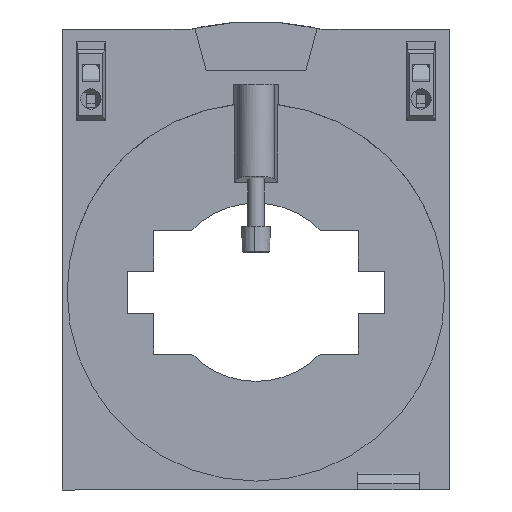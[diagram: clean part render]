
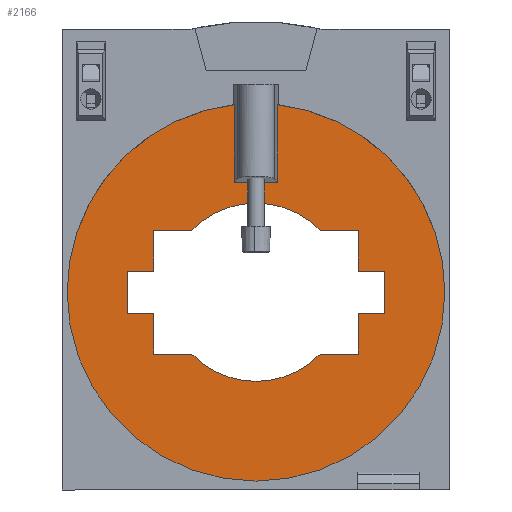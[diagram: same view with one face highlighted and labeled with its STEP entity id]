
A CAD part, front view. The second image highlights one B-rep face of the part: STEP entity #2166.
In plain terms, the highlighted planar face has unit normal (0, -1, 0).
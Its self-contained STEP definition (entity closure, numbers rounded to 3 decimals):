
#913=AXIS2_PLACEMENT_3D('Circle Axis2P3D',#911,#912,$) ;
#940=AXIS2_PLACEMENT_3D('Circle Axis2P3D',#938,#939,$) ;
#974=AXIS2_PLACEMENT_3D('Circle Axis2P3D',#972,#973,$) ;
#2026=AXIS2_PLACEMENT_3D('Plane Axis2P3D',#2023,#2024,#2025) ;
#2089=AXIS2_PLACEMENT_3D('Circle Axis2P3D',#2087,#2088,$) ;
#2145=AXIS2_PLACEMENT_3D('Circle Axis2P3D',#2143,#2144,$) ;
#864=CARTESIAN_POINT('Vertex',(52.775,16.5,75.5)) ;
#867=CARTESIAN_POINT('Line Origine',(52.775,16.5,85.012)) ;
#871=CARTESIAN_POINT('Vertex',(52.775,16.5,94.524)) ;
#911=CARTESIAN_POINT('Axis2P3D Location',(47.5,16.5,48.5)) ;
#915=CARTESIAN_POINT('Vertex',(93.825,16.5,48.5)) ;
#938=CARTESIAN_POINT('Axis2P3D Location',(47.5,16.5,48.5)) ;
#942=CARTESIAN_POINT('Vertex',(1.175,16.5,48.5)) ;
#972=CARTESIAN_POINT('Axis2P3D Location',(47.5,16.5,48.5)) ;
#976=CARTESIAN_POINT('Vertex',(42.225,16.5,94.524)) ;
#1012=CARTESIAN_POINT('Line Origine',(42.225,16.5,85.012)) ;
#1016=CARTESIAN_POINT('Vertex',(42.225,16.5,75.5)) ;
#2010=CARTESIAN_POINT('Line Origine',(47.5,16.5,75.5)) ;
#2023=CARTESIAN_POINT('Axis2P3D Location',(47.5,16.5,48.5)) ;
#2036=CARTESIAN_POINT('Line Origine',(27.071,16.5,33.341)) ;
#2040=CARTESIAN_POINT('Vertex',(22.391,16.5,33.341)) ;
#2042=CARTESIAN_POINT('Vertex',(31.751,16.5,33.341)) ;
#2045=CARTESIAN_POINT('Line Origine',(22.391,16.5,38.341)) ;
#2049=CARTESIAN_POINT('Vertex',(22.391,16.5,43.341)) ;
#2052=CARTESIAN_POINT('Line Origine',(19.141,16.5,43.341)) ;
#2056=CARTESIAN_POINT('Vertex',(15.891,16.5,43.341)) ;
#2059=CARTESIAN_POINT('Line Origine',(15.891,16.5,48.5)) ;
#2063=CARTESIAN_POINT('Vertex',(15.891,16.5,53.659)) ;
#2066=CARTESIAN_POINT('Line Origine',(19.141,16.5,53.659)) ;
#2070=CARTESIAN_POINT('Vertex',(22.391,16.5,53.659)) ;
#2073=CARTESIAN_POINT('Line Origine',(22.391,16.5,58.659)) ;
#2077=CARTESIAN_POINT('Vertex',(22.391,16.5,63.659)) ;
#2080=CARTESIAN_POINT('Line Origine',(27.071,16.5,63.659)) ;
#2084=CARTESIAN_POINT('Vertex',(31.751,16.5,63.659)) ;
#2087=CARTESIAN_POINT('Axis2P3D Location',(47.5,16.5,48.5)) ;
#2091=CARTESIAN_POINT('Vertex',(63.249,16.5,63.659)) ;
#2094=CARTESIAN_POINT('Line Origine',(67.929,16.5,63.659)) ;
#2098=CARTESIAN_POINT('Vertex',(72.609,16.5,63.659)) ;
#2101=CARTESIAN_POINT('Line Origine',(72.609,16.5,58.659)) ;
#2105=CARTESIAN_POINT('Vertex',(72.609,16.5,53.659)) ;
#2108=CARTESIAN_POINT('Line Origine',(75.859,16.5,53.659)) ;
#2112=CARTESIAN_POINT('Vertex',(79.109,16.5,53.659)) ;
#2115=CARTESIAN_POINT('Line Origine',(79.109,16.5,48.5)) ;
#2119=CARTESIAN_POINT('Vertex',(79.109,16.5,43.341)) ;
#2122=CARTESIAN_POINT('Line Origine',(75.859,16.5,43.341)) ;
#2126=CARTESIAN_POINT('Vertex',(72.609,16.5,43.341)) ;
#2129=CARTESIAN_POINT('Line Origine',(72.609,16.5,38.341)) ;
#2133=CARTESIAN_POINT('Vertex',(72.609,16.5,33.341)) ;
#2136=CARTESIAN_POINT('Line Origine',(67.929,16.5,33.341)) ;
#2140=CARTESIAN_POINT('Vertex',(63.249,16.5,33.341)) ;
#2143=CARTESIAN_POINT('Axis2P3D Location',(47.5,16.5,48.5)) ;
#868=DIRECTION('Vector Direction',(0.,0.,1.)) ;
#912=DIRECTION('Axis2P3D Direction',(0.,-1.,0.)) ;
#939=DIRECTION('Axis2P3D Direction',(0.,-1.,0.)) ;
#973=DIRECTION('Axis2P3D Direction',(0.,-1.,0.)) ;
#1013=DIRECTION('Vector Direction',(0.,0.,1.)) ;
#2011=DIRECTION('Vector Direction',(1.,0.,0.)) ;
#2024=DIRECTION('Axis2P3D Direction',(0.,-1.,0.)) ;
#2025=DIRECTION('Axis2P3D XDirection',(-1.,0.,0.)) ;
#2037=DIRECTION('Vector Direction',(1.,0.,0.)) ;
#2046=DIRECTION('Vector Direction',(0.,0.,-1.)) ;
#2053=DIRECTION('Vector Direction',(1.,0.,0.)) ;
#2060=DIRECTION('Vector Direction',(0.,0.,-1.)) ;
#2067=DIRECTION('Vector Direction',(-1.,0.,0.)) ;
#2074=DIRECTION('Vector Direction',(0.,0.,-1.)) ;
#2081=DIRECTION('Vector Direction',(-1.,0.,0.)) ;
#2088=DIRECTION('Axis2P3D Direction',(0.,-1.,0.)) ;
#2095=DIRECTION('Vector Direction',(-1.,0.,0.)) ;
#2102=DIRECTION('Vector Direction',(0.,0.,1.)) ;
#2109=DIRECTION('Vector Direction',(-1.,0.,0.)) ;
#2116=DIRECTION('Vector Direction',(0.,0.,1.)) ;
#2123=DIRECTION('Vector Direction',(1.,0.,0.)) ;
#2130=DIRECTION('Vector Direction',(0.,0.,1.)) ;
#2137=DIRECTION('Vector Direction',(1.,0.,0.)) ;
#2144=DIRECTION('Axis2P3D Direction',(0.,-1.,0.)) ;
#869=VECTOR('Line Direction',#868,1.) ;
#1014=VECTOR('Line Direction',#1013,1.) ;
#2012=VECTOR('Line Direction',#2011,1.) ;
#2038=VECTOR('Line Direction',#2037,1.) ;
#2047=VECTOR('Line Direction',#2046,1.) ;
#2054=VECTOR('Line Direction',#2053,1.) ;
#2061=VECTOR('Line Direction',#2060,1.) ;
#2068=VECTOR('Line Direction',#2067,1.) ;
#2075=VECTOR('Line Direction',#2074,1.) ;
#2082=VECTOR('Line Direction',#2081,1.) ;
#2096=VECTOR('Line Direction',#2095,1.) ;
#2103=VECTOR('Line Direction',#2102,1.) ;
#2110=VECTOR('Line Direction',#2109,1.) ;
#2117=VECTOR('Line Direction',#2116,1.) ;
#2124=VECTOR('Line Direction',#2123,1.) ;
#2131=VECTOR('Line Direction',#2130,1.) ;
#2138=VECTOR('Line Direction',#2137,1.) ;
#2029=ORIENTED_EDGE('',*,*,#917,.T.) ;
#2030=ORIENTED_EDGE('',*,*,#873,.F.) ;
#2031=ORIENTED_EDGE('',*,*,#2014,.F.) ;
#2032=ORIENTED_EDGE('',*,*,#1018,.T.) ;
#2033=ORIENTED_EDGE('',*,*,#978,.T.) ;
#2034=ORIENTED_EDGE('',*,*,#944,.T.) ;
#2149=ORIENTED_EDGE('',*,*,#2044,.F.) ;
#2150=ORIENTED_EDGE('',*,*,#2051,.F.) ;
#2151=ORIENTED_EDGE('',*,*,#2058,.F.) ;
#2152=ORIENTED_EDGE('',*,*,#2065,.F.) ;
#2153=ORIENTED_EDGE('',*,*,#2072,.F.) ;
#2154=ORIENTED_EDGE('',*,*,#2079,.F.) ;
#2155=ORIENTED_EDGE('',*,*,#2086,.F.) ;
#2156=ORIENTED_EDGE('',*,*,#2093,.F.) ;
#2157=ORIENTED_EDGE('',*,*,#2100,.F.) ;
#2158=ORIENTED_EDGE('',*,*,#2107,.F.) ;
#2159=ORIENTED_EDGE('',*,*,#2114,.F.) ;
#2160=ORIENTED_EDGE('',*,*,#2121,.F.) ;
#2161=ORIENTED_EDGE('',*,*,#2128,.F.) ;
#2162=ORIENTED_EDGE('',*,*,#2135,.F.) ;
#2163=ORIENTED_EDGE('',*,*,#2142,.F.) ;
#2164=ORIENTED_EDGE('',*,*,#2147,.F.) ;
#2165=FACE_BOUND('',#2148,.T.) ;
#2166=ADVANCED_FACE('STROMWANDLER',(#2035,#2165),#2027,.T.) ;
#914=CIRCLE('generated circle',#913,46.325) ;
#941=CIRCLE('generated circle',#940,46.325) ;
#975=CIRCLE('generated circle',#974,46.325) ;
#2090=CIRCLE('generated circle',#2089,21.859) ;
#2146=CIRCLE('generated circle',#2145,21.859) ;
#873=EDGE_CURVE('',#865,#872,#870,.T.) ;
#917=EDGE_CURVE('',#916,#872,#914,.T.) ;
#944=EDGE_CURVE('',#943,#916,#941,.T.) ;
#978=EDGE_CURVE('',#977,#943,#975,.T.) ;
#1018=EDGE_CURVE('',#1017,#977,#1015,.T.) ;
#2014=EDGE_CURVE('',#1017,#865,#2013,.T.) ;
#2044=EDGE_CURVE('',#2041,#2043,#2039,.T.) ;
#2051=EDGE_CURVE('',#2050,#2041,#2048,.T.) ;
#2058=EDGE_CURVE('',#2057,#2050,#2055,.T.) ;
#2065=EDGE_CURVE('',#2064,#2057,#2062,.T.) ;
#2072=EDGE_CURVE('',#2071,#2064,#2069,.T.) ;
#2079=EDGE_CURVE('',#2078,#2071,#2076,.T.) ;
#2086=EDGE_CURVE('',#2085,#2078,#2083,.T.) ;
#2093=EDGE_CURVE('',#2092,#2085,#2090,.T.) ;
#2100=EDGE_CURVE('',#2099,#2092,#2097,.T.) ;
#2107=EDGE_CURVE('',#2106,#2099,#2104,.T.) ;
#2114=EDGE_CURVE('',#2113,#2106,#2111,.T.) ;
#2121=EDGE_CURVE('',#2120,#2113,#2118,.T.) ;
#2128=EDGE_CURVE('',#2127,#2120,#2125,.T.) ;
#2135=EDGE_CURVE('',#2134,#2127,#2132,.T.) ;
#2142=EDGE_CURVE('',#2141,#2134,#2139,.T.) ;
#2147=EDGE_CURVE('',#2043,#2141,#2146,.T.) ;
#2028=EDGE_LOOP('',(#2029,#2030,#2031,#2032,#2033,#2034)) ;
#2148=EDGE_LOOP('',(#2149,#2150,#2151,#2152,#2153,#2154,#2155,#2156,#2157,#2158,#2159,#2160,#2161,#2162,#2163,#2164)) ;
#2035=FACE_OUTER_BOUND('',#2028,.T.) ;
#870=LINE('Line',#867,#869) ;
#1015=LINE('Line',#1012,#1014) ;
#2013=LINE('Line',#2010,#2012) ;
#2039=LINE('Line',#2036,#2038) ;
#2048=LINE('Line',#2045,#2047) ;
#2055=LINE('Line',#2052,#2054) ;
#2062=LINE('Line',#2059,#2061) ;
#2069=LINE('Line',#2066,#2068) ;
#2076=LINE('Line',#2073,#2075) ;
#2083=LINE('Line',#2080,#2082) ;
#2097=LINE('Line',#2094,#2096) ;
#2104=LINE('Line',#2101,#2103) ;
#2111=LINE('Line',#2108,#2110) ;
#2118=LINE('Line',#2115,#2117) ;
#2125=LINE('Line',#2122,#2124) ;
#2132=LINE('Line',#2129,#2131) ;
#2139=LINE('Line',#2136,#2138) ;
#2027=PLANE('',#2026) ;
#865=VERTEX_POINT('',#864) ;
#872=VERTEX_POINT('',#871) ;
#916=VERTEX_POINT('',#915) ;
#943=VERTEX_POINT('',#942) ;
#977=VERTEX_POINT('',#976) ;
#1017=VERTEX_POINT('',#1016) ;
#2041=VERTEX_POINT('',#2040) ;
#2043=VERTEX_POINT('',#2042) ;
#2050=VERTEX_POINT('',#2049) ;
#2057=VERTEX_POINT('',#2056) ;
#2064=VERTEX_POINT('',#2063) ;
#2071=VERTEX_POINT('',#2070) ;
#2078=VERTEX_POINT('',#2077) ;
#2085=VERTEX_POINT('',#2084) ;
#2092=VERTEX_POINT('',#2091) ;
#2099=VERTEX_POINT('',#2098) ;
#2106=VERTEX_POINT('',#2105) ;
#2113=VERTEX_POINT('',#2112) ;
#2120=VERTEX_POINT('',#2119) ;
#2127=VERTEX_POINT('',#2126) ;
#2134=VERTEX_POINT('',#2133) ;
#2141=VERTEX_POINT('',#2140) ;
